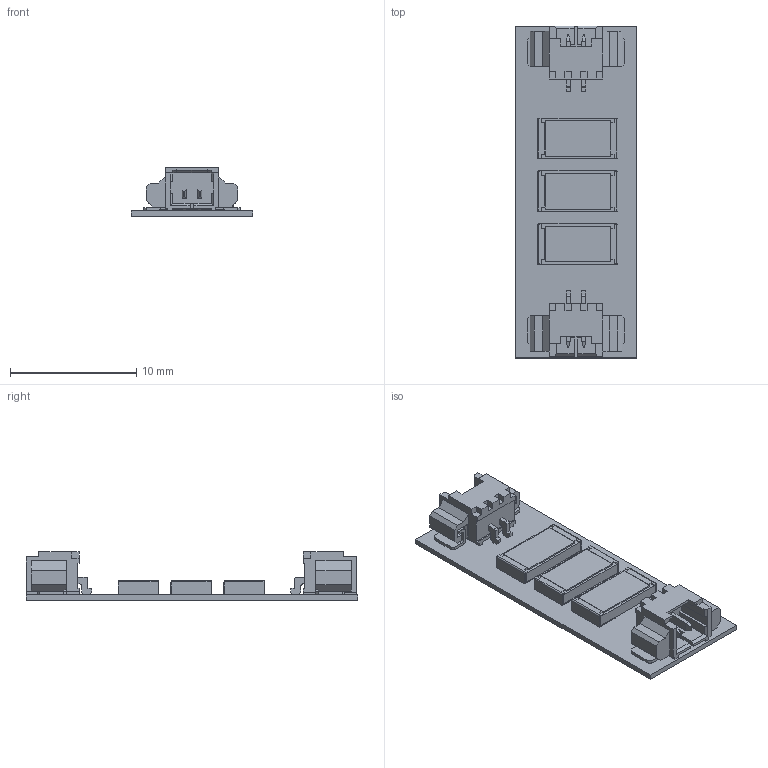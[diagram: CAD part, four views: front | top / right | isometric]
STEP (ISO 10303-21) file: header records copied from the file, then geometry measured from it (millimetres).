
FILE_DESCRIPTION(('Open CASCADE Model'),'2;1');
FILE_NAME('Open CASCADE Shape Model','2022-10-30T15:26:10',('Author'),( 'Open CASCADE'),'Open CASCADE STEP processor 7.5','Open CASCADE 7.5' ,'Unknown');
FILE_SCHEMA(('AUTOMOTIVE_DESIGN { 1 0 10303 214 1 1 1 1 }'));
Length unit declared in the file: millimetre
Products named in the file (12): PCB; Board; Open CASCADE STEP translator 7.5 5.1.1; R3; 2176231-1; R2; R1; P2; 532610271; Open CASCADE STEP translator 7.5 5.5.1.1; Open CASCADE STEP translator 7.5 5.5.1.2; P1
Assembly tree (14 placements, depth 4):
  PCB
    Board
      Open CASCADE STEP translator 7.5 5.1.1
    R3
      2176231-1
    R2
      2176231-1
    R1
      2176231-1
    P2
      532610271
        Open CASCADE STEP translator 7.5 5.5.1.1
        Open CASCADE STEP translator 7.5 5.5.1.2
    P1
      532610271
        Open CASCADE STEP translator 7.5 5.5.1.1
        Open CASCADE STEP translator 7.5 5.5.1.2
Bounding box: 9.65 x 26.29 x 3.82 mm (x, y, z)
Volume: 264.3 mm3; surface area: 1121.4 mm2
Topology: 6 solids, 6 shells, 513 faces, 1444 edges, 1004 vertices
Faces by surface type: plane 477, cylinder 36
Entity records: 7802 total; most frequent: CARTESIAN_POINT 1399, ORIENTED_EDGE 1302, DIRECTION 1220, EDGE_CURVE 651, LINE 638, VECTOR 638, VERTEX_POINT 424, AXIS2_PLACEMENT_3D 291
